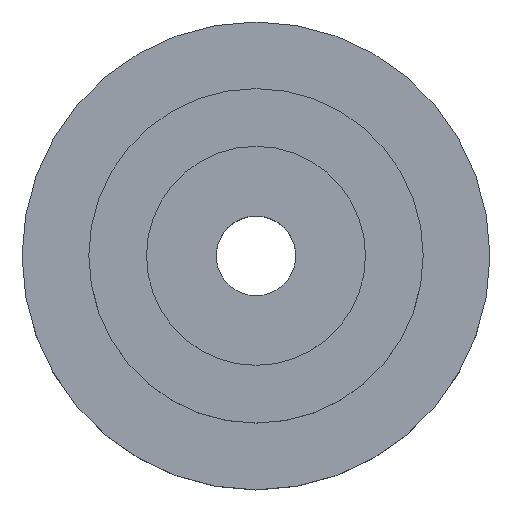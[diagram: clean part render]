
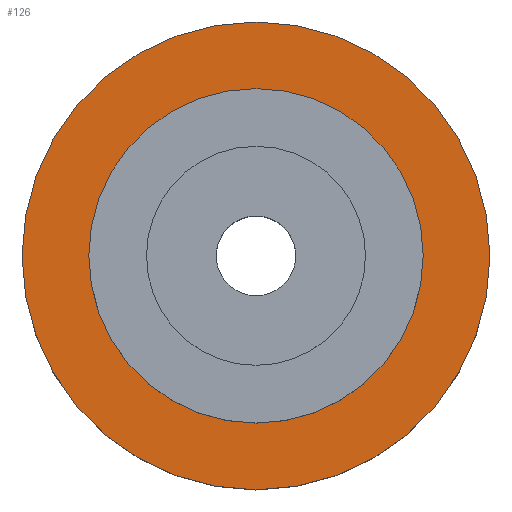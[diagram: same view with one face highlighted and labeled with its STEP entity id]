
A CAD part, top view. The second image highlights one B-rep face of the part: STEP entity #126.
In plain terms, the highlighted planar face has unit normal (0, 0, 1).
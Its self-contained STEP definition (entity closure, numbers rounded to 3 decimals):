
#31 = AXIS2_PLACEMENT_3D ( 'NONE', #521, #522, #622 ) ;
#37 = CARTESIAN_POINT ( 'NONE',  ( -23.5, 0., -3.8 ) ) ;
#40 = CARTESIAN_POINT ( 'NONE',  ( 0., 0., -3.8 ) ) ;
#58 = AXIS2_PLACEMENT_3D ( 'NONE', #549, #157, #292 ) ;
#74 = VERTEX_POINT ( 'NONE', #37 ) ;
#79 = ORIENTED_EDGE ( 'NONE', *, *, #495, .T. ) ;
#83 = CIRCLE ( 'NONE', #31, 23.5 ) ;
#84 = EDGE_CURVE ( 'NONE', #548, #523, #309, .T. ) ;
#91 = DIRECTION ( 'NONE',  ( 1., 0., 0. ) ) ;
#124 = CARTESIAN_POINT ( 'NONE',  ( 0., 0., -3.8 ) ) ;
#126 = ADVANCED_FACE ( 'NONE', ( #363, #446 ), #145, .T. ) ;
#130 = AXIS2_PLACEMENT_3D ( 'NONE', #124, #318, #169 ) ;
#143 = DIRECTION ( 'NONE',  ( 1., 0., 0. ) ) ;
#145 = PLANE ( 'NONE',  #58 ) ;
#157 = DIRECTION ( 'NONE',  ( 0., 0., 1. ) ) ;
#169 = DIRECTION ( 'NONE',  ( 1., 0., 0. ) ) ;
#181 = DIRECTION ( 'NONE',  ( 0., 0., -1. ) ) ;
#190 = ORIENTED_EDGE ( 'NONE', *, *, #409, .F. ) ;
#244 = VERTEX_POINT ( 'NONE', #355 ) ;
#253 = CIRCLE ( 'NONE', #578, 16.8 ) ;
#273 = EDGE_LOOP ( 'NONE', ( #424, #79 ) ) ;
#292 = DIRECTION ( 'NONE',  ( 1., 0., 0. ) ) ;
#309 = CIRCLE ( 'NONE', #592, 16.8 ) ;
#318 = DIRECTION ( 'NONE',  ( 0., 0., -1. ) ) ;
#355 = CARTESIAN_POINT ( 'NONE',  ( 23.5, 0., -3.8 ) ) ;
#363 = FACE_BOUND ( 'NONE', #273, .T. ) ;
#372 = CARTESIAN_POINT ( 'NONE',  ( 16.8, 0., -3.8 ) ) ;
#409 = EDGE_CURVE ( 'NONE', #74, #244, #420, .T. ) ;
#420 = CIRCLE ( 'NONE', #130, 23.5 ) ;
#424 = ORIENTED_EDGE ( 'NONE', *, *, #84, .T. ) ;
#429 = EDGE_LOOP ( 'NONE', ( #518, #190 ) ) ;
#439 = EDGE_CURVE ( 'NONE', #244, #74, #83, .T. ) ;
#443 = CARTESIAN_POINT ( 'NONE',  ( 0., 0., -3.8 ) ) ;
#446 = FACE_OUTER_BOUND ( 'NONE', #429, .T. ) ;
#490 = CARTESIAN_POINT ( 'NONE',  ( -16.8, 0., -3.8 ) ) ;
#495 = EDGE_CURVE ( 'NONE', #523, #548, #253, .T. ) ;
#500 = DIRECTION ( 'NONE',  ( 0., 0., -1. ) ) ;
#518 = ORIENTED_EDGE ( 'NONE', *, *, #439, .F. ) ;
#521 = CARTESIAN_POINT ( 'NONE',  ( 0., 0., -3.8 ) ) ;
#522 = DIRECTION ( 'NONE',  ( 0., 0., -1. ) ) ;
#523 = VERTEX_POINT ( 'NONE', #490 ) ;
#548 = VERTEX_POINT ( 'NONE', #372 ) ;
#549 = CARTESIAN_POINT ( 'NONE',  ( 0., -20.15, -3.8 ) ) ;
#578 = AXIS2_PLACEMENT_3D ( 'NONE', #443, #181, #143 ) ;
#592 = AXIS2_PLACEMENT_3D ( 'NONE', #40, #500, #91 ) ;
#622 = DIRECTION ( 'NONE',  ( 1., 0., 0. ) ) ;
